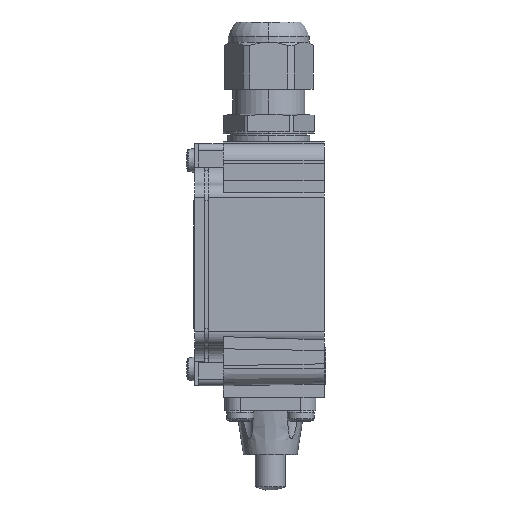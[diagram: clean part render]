
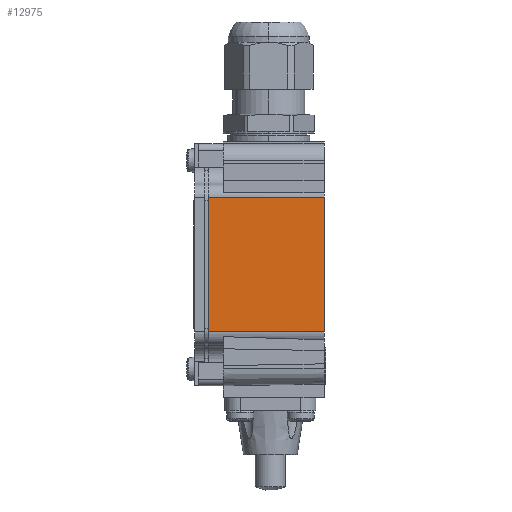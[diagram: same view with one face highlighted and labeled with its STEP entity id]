
A CAD part, left-side view. The second image highlights one B-rep face of the part: STEP entity #12975.
In plain terms, the highlighted planar face has unit normal (-1, 0, 0).
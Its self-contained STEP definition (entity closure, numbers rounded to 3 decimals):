
#928 = CARTESIAN_POINT ( 'NONE',  ( -20.25, 0., 59.5 ) ) ;
#2002 = DIRECTION ( 'NONE',  ( 0., 1., 0. ) ) ;
#2268 = CARTESIAN_POINT ( 'NONE',  ( -20.25, 34.5, 59.5 ) ) ;
#2911 = DIRECTION ( 'NONE',  ( 1., 0., 0. ) ) ;
#3478 = CARTESIAN_POINT ( 'NONE',  ( -20.25, 34.5, 59.5 ) ) ;
#3870 = CARTESIAN_POINT ( 'NONE',  ( -20.25, 0., 19.5 ) ) ;
#5851 = EDGE_CURVE ( 'NONE', #8456, #13917, #22930, .T. ) ;
#6161 = CARTESIAN_POINT ( 'NONE',  ( -20.25, 0., 59.5 ) ) ;
#6764 = PLANE ( 'NONE',  #16714 ) ;
#7394 = VERTEX_POINT ( 'NONE', #13821 ) ;
#7874 = VECTOR ( 'NONE', #17228, 1000. ) ;
#8129 = VECTOR ( 'NONE', #2002, 1000. ) ;
#8358 = EDGE_CURVE ( 'NONE', #7394, #13917, #23808, .T. ) ;
#8456 = VERTEX_POINT ( 'NONE', #2268 ) ;
#10023 = EDGE_CURVE ( 'NONE', #19142, #8456, #16079, .T. ) ;
#12975 = ADVANCED_FACE ( 'NONE', ( #17190 ), #6764, .F. ) ;
#13821 = CARTESIAN_POINT ( 'NONE',  ( -20.25, 0., 19.5 ) ) ;
#13917 = VERTEX_POINT ( 'NONE', #19759 ) ;
#15447 = VECTOR ( 'NONE', #21238, 1000. ) ;
#16079 = LINE ( 'NONE', #19272, #15447 ) ;
#16645 = DIRECTION ( 'NONE',  ( 0., 0., -1. ) ) ;
#16714 = AXIS2_PLACEMENT_3D ( 'NONE', #928, #2911, #16645 ) ;
#17190 = FACE_OUTER_BOUND ( 'NONE', #17361, .T. ) ;
#17228 = DIRECTION ( 'NONE',  ( 0., 0., -1. ) ) ;
#17361 = EDGE_LOOP ( 'NONE', ( #20602, #19467, #21029, #17884 ) ) ;
#17884 = ORIENTED_EDGE ( 'NONE', *, *, #10023, .T. ) ;
#19142 = VERTEX_POINT ( 'NONE', #21151 ) ;
#19272 = CARTESIAN_POINT ( 'NONE',  ( -20.25, 0., 59.5 ) ) ;
#19467 = ORIENTED_EDGE ( 'NONE', *, *, #8358, .F. ) ;
#19759 = CARTESIAN_POINT ( 'NONE',  ( -20.25, 34.5, 19.5 ) ) ;
#19783 = EDGE_CURVE ( 'NONE', #19142, #7394, #20992, .T. ) ;
#20377 = VECTOR ( 'NONE', #21984, 1000. ) ;
#20602 = ORIENTED_EDGE ( 'NONE', *, *, #5851, .T. ) ;
#20992 = LINE ( 'NONE', #6161, #20377 ) ;
#21029 = ORIENTED_EDGE ( 'NONE', *, *, #19783, .F. ) ;
#21151 = CARTESIAN_POINT ( 'NONE',  ( -20.25, 0., 59.5 ) ) ;
#21238 = DIRECTION ( 'NONE',  ( 0., 1., 0. ) ) ;
#21984 = DIRECTION ( 'NONE',  ( 0., 0., -1. ) ) ;
#22930 = LINE ( 'NONE', #3478, #7874 ) ;
#23808 = LINE ( 'NONE', #3870, #8129 ) ;
